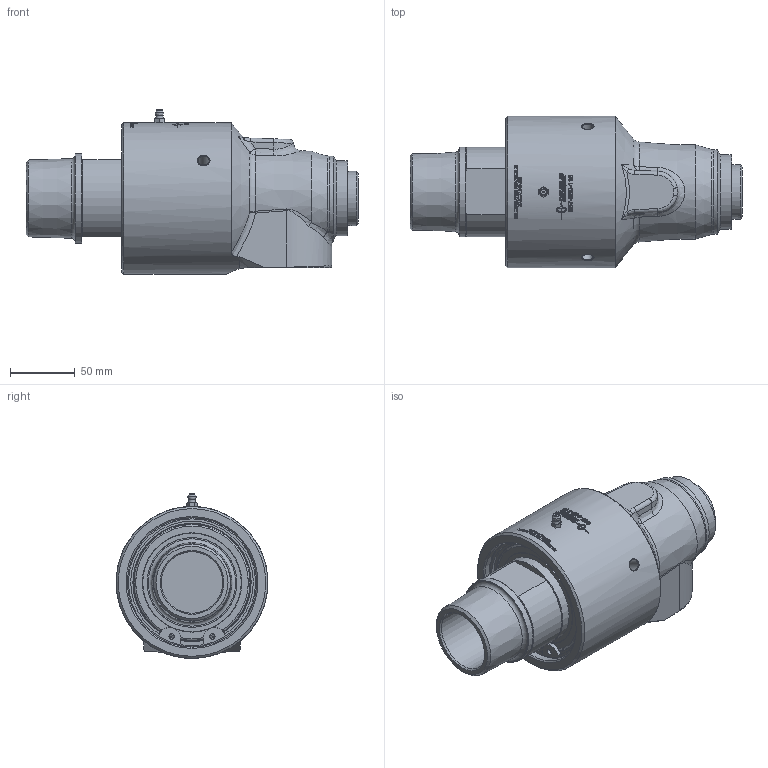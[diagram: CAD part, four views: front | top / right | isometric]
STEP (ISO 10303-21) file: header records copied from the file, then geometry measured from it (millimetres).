
FILE_DESCRIPTION(/* description */ (''),/* implementation_level */ '2;1');
FILE_NAME(/* name */ '657-050-116-IC.stp',/* time_stamp */ '2022-12-08T07:54:39+01:00',/* author */ ('mskipas'),/* organization */ (''),/* preprocessor_version */ 'ST-DEVELOPER v18.1',/* originating_system */ 'Autodesk Inventor 2022',/* authorisation */ '');
FILE_SCHEMA (('AUTOMOTIVE_DESIGN { 1 0 10303 214 3 1 1 }'));
Products named in the file (1): 657-000-116-IC
Bounding box: 256.98 x 117.5 x 127.49 mm (x, y, z)
Volume: 1434441.9 mm3; surface area: 130852.4 mm2
Topology: 2 solids, 7 shells, 1324 faces, 3515 edges, 2324 vertices
Faces by surface type: bspline 681, plane 422, cylinder 163, cone 39, torus 11, sphere 8
Full cylindrical faces by diameter (mm): 3 x2, 3.12 x2, 4.361 x2, 4.496 x1, 8.6 x3, 22.5 x1, 47.6 x1, 55.169 x1, 58 x1, 64.4 x1, 65 x1, 69.5 x2, 76.3 x1, 76.908 x1, 89.25 x1, 91.5 x1, 100 x1, 100.08 x2, 107.6 x1, 117.5 x1
Entity records: 55854 total; most frequent: CARTESIAN_POINT 26830, ORIENTED_EDGE 7014, DIRECTION 4030, EDGE_CURVE 3507, VERTEX_POINT 2324, EDGE_LOOP 1461, B_SPLINE_CURVE_WITH_KNOTS 1415, LINE 1362
